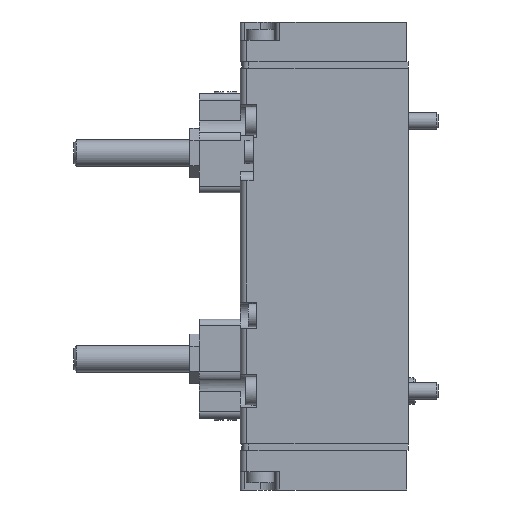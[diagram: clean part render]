
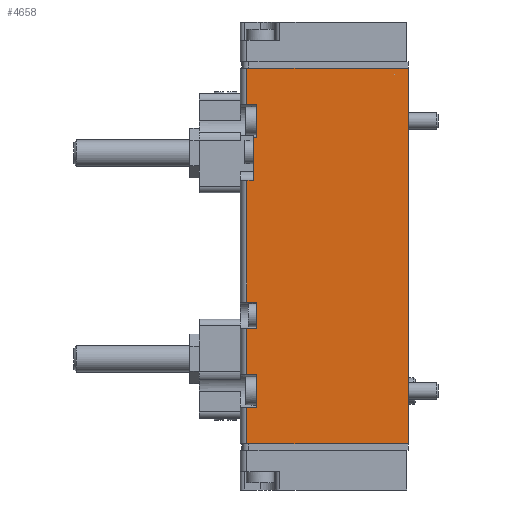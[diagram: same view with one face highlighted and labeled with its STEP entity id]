
A CAD part, left-side view. The second image highlights one B-rep face of the part: STEP entity #4658.
In plain terms, the highlighted planar face has unit normal (-1, 0.018, 0).
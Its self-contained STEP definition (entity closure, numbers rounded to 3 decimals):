
#140=LINE('',#7147,#574);
#146=LINE('',#7160,#580);
#147=LINE('',#7162,#581);
#148=LINE('',#7164,#582);
#149=LINE('',#7166,#583);
#150=LINE('',#7168,#584);
#151=LINE('',#7170,#585);
#152=LINE('',#7172,#586);
#153=LINE('',#7174,#587);
#154=LINE('',#7176,#588);
#155=LINE('',#7178,#589);
#156=LINE('',#7180,#590);
#157=LINE('',#7182,#591);
#158=LINE('',#7184,#592);
#159=LINE('',#7186,#593);
#160=LINE('',#7188,#594);
#161=LINE('',#7190,#595);
#162=LINE('',#7192,#596);
#574=VECTOR('',#5616,1000.);
#580=VECTOR('',#5626,1000.);
#581=VECTOR('',#5627,1000.);
#582=VECTOR('',#5628,1000.);
#583=VECTOR('',#5629,1000.);
#584=VECTOR('',#5630,1000.);
#585=VECTOR('',#5631,1000.);
#586=VECTOR('',#5632,1000.);
#587=VECTOR('',#5633,1000.);
#588=VECTOR('',#5634,1000.);
#589=VECTOR('',#5635,1000.);
#590=VECTOR('',#5636,1000.);
#591=VECTOR('',#5637,1000.);
#592=VECTOR('',#5638,1000.);
#593=VECTOR('',#5639,1000.);
#594=VECTOR('',#5640,1000.);
#595=VECTOR('',#5641,1000.);
#596=VECTOR('',#5642,1000.);
#986=PLANE('',#4994);
#1494=ORIENTED_EDGE('',*,*,#2842,.F.);
#1495=ORIENTED_EDGE('',*,*,#2843,.T.);
#1496=ORIENTED_EDGE('',*,*,#2844,.T.);
#1497=ORIENTED_EDGE('',*,*,#2845,.F.);
#1498=ORIENTED_EDGE('',*,*,#2846,.F.);
#1499=ORIENTED_EDGE('',*,*,#2847,.F.);
#1500=ORIENTED_EDGE('',*,*,#2848,.T.);
#1501=ORIENTED_EDGE('',*,*,#2849,.F.);
#1502=ORIENTED_EDGE('',*,*,#2850,.F.);
#1503=ORIENTED_EDGE('',*,*,#2851,.F.);
#1504=ORIENTED_EDGE('',*,*,#2852,.T.);
#1505=ORIENTED_EDGE('',*,*,#2853,.T.);
#1506=ORIENTED_EDGE('',*,*,#2854,.F.);
#1507=ORIENTED_EDGE('',*,*,#2855,.F.);
#1508=ORIENTED_EDGE('',*,*,#2856,.T.);
#1509=ORIENTED_EDGE('',*,*,#2857,.F.);
#1510=ORIENTED_EDGE('',*,*,#2858,.F.);
#1511=ORIENTED_EDGE('',*,*,#2836,.F.);
#2836=EDGE_CURVE('',#3507,#3508,#140,.T.);
#2842=EDGE_CURVE('',#3513,#3507,#146,.T.);
#2843=EDGE_CURVE('',#3513,#3514,#147,.T.);
#2844=EDGE_CURVE('',#3514,#3515,#148,.T.);
#2845=EDGE_CURVE('',#3516,#3515,#149,.T.);
#2846=EDGE_CURVE('',#3517,#3516,#150,.T.);
#2847=EDGE_CURVE('',#3518,#3517,#151,.T.);
#2848=EDGE_CURVE('',#3518,#3519,#152,.T.);
#2849=EDGE_CURVE('',#3520,#3519,#153,.T.);
#2850=EDGE_CURVE('',#3521,#3520,#154,.T.);
#2851=EDGE_CURVE('',#3522,#3521,#155,.T.);
#2852=EDGE_CURVE('',#3522,#3523,#156,.T.);
#2853=EDGE_CURVE('',#3523,#3524,#157,.T.);
#2854=EDGE_CURVE('',#3525,#3524,#158,.T.);
#2855=EDGE_CURVE('',#3526,#3525,#159,.T.);
#2856=EDGE_CURVE('',#3526,#3527,#160,.T.);
#2857=EDGE_CURVE('',#3528,#3527,#161,.T.);
#2858=EDGE_CURVE('',#3508,#3528,#162,.T.);
#3507=VERTEX_POINT('',#7146);
#3508=VERTEX_POINT('',#7148);
#3513=VERTEX_POINT('',#7161);
#3514=VERTEX_POINT('',#7163);
#3515=VERTEX_POINT('',#7165);
#3516=VERTEX_POINT('',#7167);
#3517=VERTEX_POINT('',#7169);
#3518=VERTEX_POINT('',#7171);
#3519=VERTEX_POINT('',#7173);
#3520=VERTEX_POINT('',#7175);
#3521=VERTEX_POINT('',#7177);
#3522=VERTEX_POINT('',#7179);
#3523=VERTEX_POINT('',#7181);
#3524=VERTEX_POINT('',#7183);
#3525=VERTEX_POINT('',#7185);
#3526=VERTEX_POINT('',#7187);
#3527=VERTEX_POINT('',#7189);
#3528=VERTEX_POINT('',#7191);
#3928=EDGE_LOOP('',(#1494,#1495,#1496,#1497,#1498,#1499,#1500,#1501,#1502,
#1503,#1504,#1505,#1506,#1507,#1508,#1509,#1510,#1511));
#4288=FACE_BOUND('',#3928,.T.);
#4658=ADVANCED_FACE('',(#4288),#986,.F.);
#4994=AXIS2_PLACEMENT_3D('',#7159,#5624,#5625);
#5616=DIRECTION('',(-0.017,-1.,0.));
#5624=DIRECTION('',(1.,-0.017,0.));
#5625=DIRECTION('',(0.017,1.,0.));
#5626=DIRECTION('',(0.,0.,1.));
#5627=DIRECTION('',(0.017,1.,0.));
#5628=DIRECTION('',(0.,0.,-1.));
#5629=DIRECTION('',(0.017,1.,0.));
#5630=DIRECTION('',(0.,0.,1.));
#5631=DIRECTION('',(-0.017,-1.,0.));
#5632=DIRECTION('',(0.,0.,-1.));
#5633=DIRECTION('',(0.017,1.,0.));
#5634=DIRECTION('',(0.,0.,1.));
#5635=DIRECTION('',(-0.017,-1.,0.));
#5636=DIRECTION('',(0.,0.,-1.));
#5637=DIRECTION('',(-0.017,-1.,0.));
#5638=DIRECTION('',(0.,0.,-1.));
#5639=DIRECTION('',(-0.017,-1.,0.));
#5640=DIRECTION('',(0.,0.,-1.));
#5641=DIRECTION('',(0.017,1.,0.));
#5642=DIRECTION('',(0.,0.,1.));
#7146=CARTESIAN_POINT('',(-21.18,47.,36.));
#7147=CARTESIAN_POINT('',(-21.144,49.035,36.));
#7148=CARTESIAN_POINT('',(-21.197,46.,36.));
#7159=CARTESIAN_POINT('',(-21.144,49.035,59.));
#7160=CARTESIAN_POINT('',(-21.18,47.,59.));
#7161=CARTESIAN_POINT('',(-21.18,47.,23.));
#7162=CARTESIAN_POINT('',(-21.144,49.035,23.));
#7163=CARTESIAN_POINT('',(-21.144,49.035,23.));
#7164=CARTESIAN_POINT('',(-21.144,49.035,59.));
#7165=CARTESIAN_POINT('',(-21.144,49.035,-14.));
#7166=CARTESIAN_POINT('',(-21.144,49.035,-14.));
#7167=CARTESIAN_POINT('',(-21.197,46.,-14.));
#7168=CARTESIAN_POINT('',(-21.197,46.,59.));
#7169=CARTESIAN_POINT('',(-21.197,46.,-22.));
#7170=CARTESIAN_POINT('',(-21.144,49.035,-22.));
#7171=CARTESIAN_POINT('',(-21.144,49.035,-22.));
#7172=CARTESIAN_POINT('',(-21.144,49.035,59.));
#7173=CARTESIAN_POINT('',(-21.144,49.035,-36.));
#7174=CARTESIAN_POINT('',(-21.144,49.035,-36.));
#7175=CARTESIAN_POINT('',(-21.197,46.,-36.));
#7176=CARTESIAN_POINT('',(-21.197,46.,59.));
#7177=CARTESIAN_POINT('',(-21.197,46.,-46.));
#7178=CARTESIAN_POINT('',(-21.144,49.035,-46.));
#7179=CARTESIAN_POINT('',(-21.144,49.035,-46.));
#7180=CARTESIAN_POINT('',(-21.144,49.035,59.));
#7181=CARTESIAN_POINT('',(-21.144,49.035,-57.));
#7182=CARTESIAN_POINT('',(-21.144,49.035,-57.));
#7183=CARTESIAN_POINT('',(-22.,0.,-57.));
#7184=CARTESIAN_POINT('',(-22.,0.,59.));
#7185=CARTESIAN_POINT('',(-22.,0.,57.));
#7186=CARTESIAN_POINT('',(-21.144,49.035,57.));
#7187=CARTESIAN_POINT('',(-21.144,49.035,57.));
#7188=CARTESIAN_POINT('',(-21.144,49.035,59.));
#7189=CARTESIAN_POINT('',(-21.144,49.035,46.));
#7190=CARTESIAN_POINT('',(-21.144,49.035,46.));
#7191=CARTESIAN_POINT('',(-21.197,46.,46.));
#7192=CARTESIAN_POINT('',(-21.197,46.,59.));
